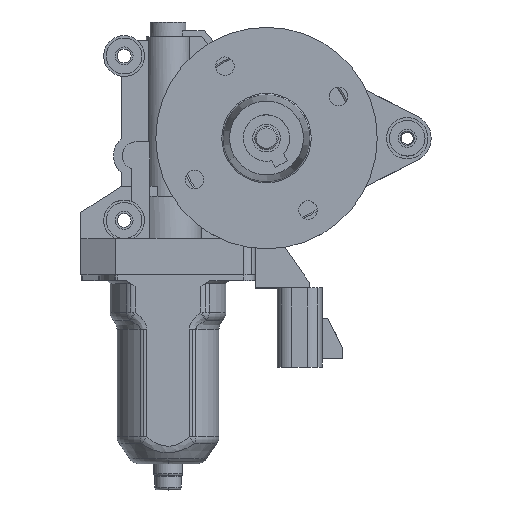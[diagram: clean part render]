
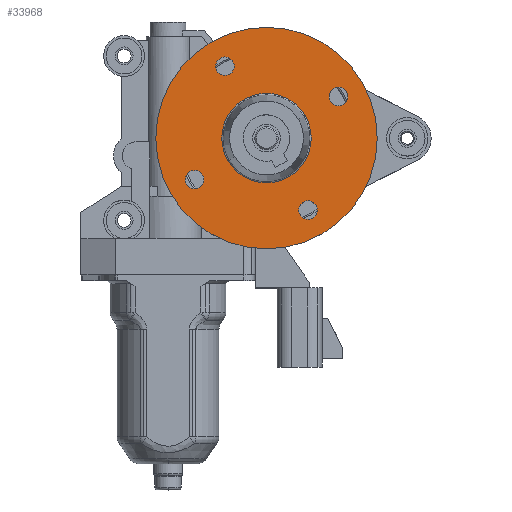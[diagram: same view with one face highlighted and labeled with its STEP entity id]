
A CAD part, top view. The second image highlights one B-rep face of the part: STEP entity #33968.
In plain terms, the highlighted face is planar.
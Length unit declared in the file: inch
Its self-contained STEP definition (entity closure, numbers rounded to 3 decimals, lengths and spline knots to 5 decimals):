
#33027=CARTESIAN_POINT('',(-1.5,0.,-0.125));
#33028=VERTEX_POINT('',#33027);
#33037=CARTESIAN_POINT('',(1.5,0.,-0.125));
#33038=VERTEX_POINT('',#33037);
#33039=CARTESIAN_POINT('',(0.0,0.0,-0.125));
#33040=DIRECTION('',(0.0,0.0,1.0));
#33041=DIRECTION('',(-1.0,0.0,0.0));
#33042=AXIS2_PLACEMENT_3D('',#33039,#33040,#33041);
#33043=CIRCLE('',#33042,1.5);
#33044=EDGE_CURVE('',#33028,#33038,#33043,.T.);
#33090=CARTESIAN_POINT('',(0.125,1.125,-0.125));
#33091=VERTEX_POINT('',#33090);
#33100=CARTESIAN_POINT('',(-0.125,1.125,-0.125));
#33101=VERTEX_POINT('',#33100);
#33102=CARTESIAN_POINT('',(0.,1.125,-0.125));
#33103=DIRECTION('',(0.0,0.0,1.0));
#33104=DIRECTION('',(1.0,0.0,0.0));
#33105=AXIS2_PLACEMENT_3D('',#33102,#33103,#33104);
#33106=CIRCLE('',#33105,0.125);
#33107=EDGE_CURVE('',#33101,#33091,#33106,.T.);
#33153=CARTESIAN_POINT('',(1.125,-0.125,-0.125));
#33154=VERTEX_POINT('',#33153);
#33163=CARTESIAN_POINT('',(1.125,0.125,-0.125));
#33164=VERTEX_POINT('',#33163);
#33165=CARTESIAN_POINT('',(1.125,0.,-0.125));
#33166=DIRECTION('',(0.0,0.0,1.0));
#33167=DIRECTION('',(0.0,-1.0,0.0));
#33168=AXIS2_PLACEMENT_3D('',#33165,#33166,#33167);
#33169=CIRCLE('',#33168,0.125);
#33170=EDGE_CURVE('',#33164,#33154,#33169,.T.);
#33216=CARTESIAN_POINT('',(-1.125,0.125,-0.125));
#33217=VERTEX_POINT('',#33216);
#33226=CARTESIAN_POINT('',(-1.125,-0.125,-0.125));
#33227=VERTEX_POINT('',#33226);
#33228=CARTESIAN_POINT('',(-1.125,0.,-0.125));
#33229=DIRECTION('',(0.0,0.0,1.0));
#33230=DIRECTION('',(0.0,1.0,0.0));
#33231=AXIS2_PLACEMENT_3D('',#33228,#33229,#33230);
#33232=CIRCLE('',#33231,0.125);
#33233=EDGE_CURVE('',#33227,#33217,#33232,.T.);
#33279=CARTESIAN_POINT('',(-0.125,-1.125,-0.125));
#33280=VERTEX_POINT('',#33279);
#33289=CARTESIAN_POINT('',(0.125,-1.125,-0.125));
#33290=VERTEX_POINT('',#33289);
#33291=CARTESIAN_POINT('',(0.,-1.125,-0.125));
#33292=DIRECTION('',(0.0,0.0,1.0));
#33293=DIRECTION('',(-1.0,0.0,0.0));
#33294=AXIS2_PLACEMENT_3D('',#33291,#33292,#33293);
#33295=CIRCLE('',#33294,0.125);
#33296=EDGE_CURVE('',#33290,#33280,#33295,.T.);
#33516=CARTESIAN_POINT('',(-0.60583,0.,-0.125));
#33517=VERTEX_POINT('',#33516);
#33526=CARTESIAN_POINT('',(0.60583,0.,-0.125));
#33527=VERTEX_POINT('',#33526);
#33535=CARTESIAN_POINT('',(0.0,0.0,-0.125));
#33536=DIRECTION('',(0.0,0.0,-1.0));
#33537=DIRECTION('',(1.0,0.0,0.0));
#33538=AXIS2_PLACEMENT_3D('',#33535,#33536,#33537);
#33539=CIRCLE('',#33538,0.60583);
#33540=EDGE_CURVE('',#33527,#33517,#33539,.T.);
#33873=CARTESIAN_POINT('',(0.0,0.0,-0.125));
#33874=DIRECTION('',(0.0,0.0,-1.0));
#33875=DIRECTION('',(1.0,0.0,0.0));
#33876=AXIS2_PLACEMENT_3D('',#33873,#33874,#33875);
#33877=CIRCLE('',#33876,0.60583);
#33878=EDGE_CURVE('',#33517,#33527,#33877,.T.);
#33909=CARTESIAN_POINT('',(0.0,0.0,-0.125));
#33910=DIRECTION('',(0.0,0.0,-1.0));
#33911=DIRECTION('',(-1.0,0.0,0.0));
#33912=AXIS2_PLACEMENT_3D('',#33909,#33910,#33911);
#33913=PLANE('',#33912);
#33914=CARTESIAN_POINT('',(0.0,0.0,-0.125));
#33915=DIRECTION('',(0.0,0.0,1.0));
#33916=DIRECTION('',(-1.0,0.0,0.0));
#33917=AXIS2_PLACEMENT_3D('',#33914,#33915,#33916);
#33918=CIRCLE('',#33917,1.5);
#33919=EDGE_CURVE('',#33038,#33028,#33918,.T.);
#33920=ORIENTED_EDGE('',*,*,#33919,.F.);
#33921=ORIENTED_EDGE('',*,*,#33044,.F.);
#33922=EDGE_LOOP('',(#33920,#33921));
#33923=FACE_OUTER_BOUND('',#33922,.T.);
#33924=ORIENTED_EDGE('',*,*,#33107,.T.);
#33925=CARTESIAN_POINT('',(0.,1.125,-0.125));
#33926=DIRECTION('',(0.0,0.0,1.0));
#33927=DIRECTION('',(1.0,0.0,0.0));
#33928=AXIS2_PLACEMENT_3D('',#33925,#33926,#33927);
#33929=CIRCLE('',#33928,0.125);
#33930=EDGE_CURVE('',#33091,#33101,#33929,.T.);
#33931=ORIENTED_EDGE('',*,*,#33930,.T.);
#33932=EDGE_LOOP('',(#33924,#33931));
#33933=FACE_BOUND('',#33932,.T.);
#33934=ORIENTED_EDGE('',*,*,#33170,.T.);
#33935=CARTESIAN_POINT('',(1.125,0.,-0.125));
#33936=DIRECTION('',(0.0,0.0,1.0));
#33937=DIRECTION('',(0.0,-1.0,0.0));
#33938=AXIS2_PLACEMENT_3D('',#33935,#33936,#33937);
#33939=CIRCLE('',#33938,0.125);
#33940=EDGE_CURVE('',#33154,#33164,#33939,.T.);
#33941=ORIENTED_EDGE('',*,*,#33940,.T.);
#33942=EDGE_LOOP('',(#33934,#33941));
#33943=FACE_BOUND('',#33942,.T.);
#33944=ORIENTED_EDGE('',*,*,#33233,.T.);
#33945=CARTESIAN_POINT('',(-1.125,0.,-0.125));
#33946=DIRECTION('',(0.0,0.0,1.0));
#33947=DIRECTION('',(0.0,1.0,0.0));
#33948=AXIS2_PLACEMENT_3D('',#33945,#33946,#33947);
#33949=CIRCLE('',#33948,0.125);
#33950=EDGE_CURVE('',#33217,#33227,#33949,.T.);
#33951=ORIENTED_EDGE('',*,*,#33950,.T.);
#33952=EDGE_LOOP('',(#33944,#33951));
#33953=FACE_BOUND('',#33952,.T.);
#33954=ORIENTED_EDGE('',*,*,#33296,.T.);
#33955=CARTESIAN_POINT('',(0.,-1.125,-0.125));
#33956=DIRECTION('',(0.0,0.0,1.0));
#33957=DIRECTION('',(-1.0,0.0,0.0));
#33958=AXIS2_PLACEMENT_3D('',#33955,#33956,#33957);
#33959=CIRCLE('',#33958,0.125);
#33960=EDGE_CURVE('',#33280,#33290,#33959,.T.);
#33961=ORIENTED_EDGE('',*,*,#33960,.T.);
#33962=EDGE_LOOP('',(#33954,#33961));
#33963=FACE_BOUND('',#33962,.T.);
#33964=ORIENTED_EDGE('',*,*,#33878,.F.);
#33965=ORIENTED_EDGE('',*,*,#33540,.F.);
#33966=EDGE_LOOP('',(#33964,#33965));
#33967=FACE_BOUND('',#33966,.T.);
#33968=ADVANCED_FACE('',(#33923,#33933,#33943,#33953,#33963,#33967),#33913,.T.);
